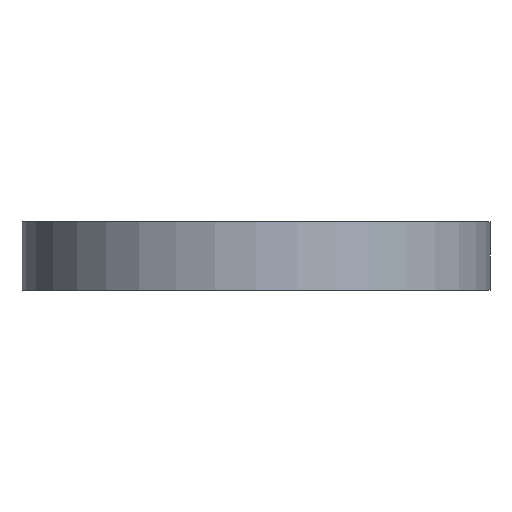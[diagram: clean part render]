
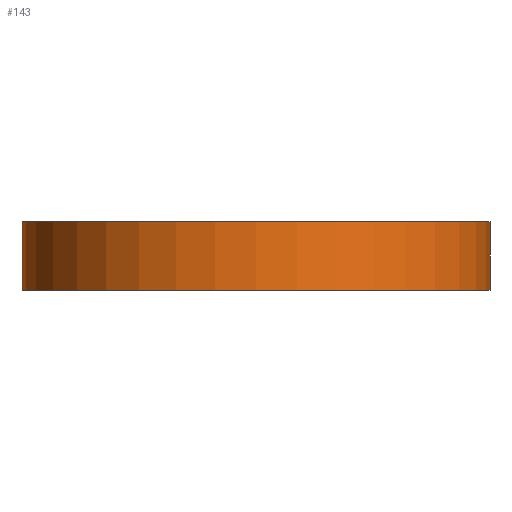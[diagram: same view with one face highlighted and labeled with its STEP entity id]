
A CAD part, front view. The second image highlights one B-rep face of the part: STEP entity #143.
In plain terms, the highlighted cylindrical face has radius 57.5 mm (diameter 115 mm), a partial arc.
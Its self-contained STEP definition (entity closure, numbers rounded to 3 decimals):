
#6 = DIRECTION ( 'NONE',  ( 0., 0., -1. ) ) ;
#42 = CARTESIAN_POINT ( 'NONE',  ( 0., 0., 3.316 ) ) ;
#45 = AXIS2_PLACEMENT_3D ( 'NONE', #347, #6, #223 ) ;
#47 = ORIENTED_EDGE ( 'NONE', *, *, #379, .T. ) ;
#67 = DIRECTION ( 'NONE',  ( 0., 0., -1. ) ) ;
#72 = CARTESIAN_POINT ( 'NONE',  ( 57.5, 0., -89.202 ) ) ;
#80 = ORIENTED_EDGE ( 'NONE', *, *, #117, .T. ) ;
#82 = CIRCLE ( 'NONE', #307, 57.5 ) ;
#98 = DIRECTION ( 'NONE',  ( 0., 0., -1. ) ) ;
#106 = CARTESIAN_POINT ( 'NONE',  ( -57.5, 0., -13.584 ) ) ;
#113 = ORIENTED_EDGE ( 'NONE', *, *, #215, .F. ) ;
#117 = EDGE_CURVE ( 'NONE', #135, #371, #235, .T. ) ;
#135 = VERTEX_POINT ( 'NONE', #188 ) ;
#143 = ADVANCED_FACE ( 'NONE', ( #314 ), #190, .T. ) ;
#175 = EDGE_LOOP ( 'NONE', ( #113, #80, #47, #366 ) ) ;
#182 = EDGE_CURVE ( 'NONE', #195, #337, #82, .T. ) ;
#187 = DIRECTION ( 'NONE',  ( 0., 0., -1. ) ) ;
#188 = CARTESIAN_POINT ( 'NONE',  ( 57.5, 0., 3.316 ) ) ;
#190 = CYLINDRICAL_SURFACE ( 'NONE', #45, 57.5 ) ;
#195 = VERTEX_POINT ( 'NONE', #393 ) ;
#215 = EDGE_CURVE ( 'NONE', #135, #195, #224, .T. ) ;
#220 = CARTESIAN_POINT ( 'NONE',  ( 0., 0., -13.584 ) ) ;
#223 = DIRECTION ( 'NONE',  ( -1., 0., 0. ) ) ;
#224 = LINE ( 'NONE', #72, #375 ) ;
#235 = CIRCLE ( 'NONE', #367, 57.5 ) ;
#251 = DIRECTION ( 'NONE',  ( -1., 0., 0. ) ) ;
#271 = LINE ( 'NONE', #378, #359 ) ;
#286 = DIRECTION ( 'NONE',  ( -1., 0., 0. ) ) ;
#307 = AXIS2_PLACEMENT_3D ( 'NONE', #220, #98, #286 ) ;
#314 = FACE_OUTER_BOUND ( 'NONE', #175, .T. ) ;
#337 = VERTEX_POINT ( 'NONE', #106 ) ;
#347 = CARTESIAN_POINT ( 'NONE',  ( 0., 0., -89.202 ) ) ;
#359 = VECTOR ( 'NONE', #372, 1000. ) ;
#366 = ORIENTED_EDGE ( 'NONE', *, *, #182, .F. ) ;
#367 = AXIS2_PLACEMENT_3D ( 'NONE', #42, #67, #251 ) ;
#371 = VERTEX_POINT ( 'NONE', #405 ) ;
#372 = DIRECTION ( 'NONE',  ( 0., 0., -1. ) ) ;
#375 = VECTOR ( 'NONE', #187, 1000. ) ;
#378 = CARTESIAN_POINT ( 'NONE',  ( -57.5, 0., -89.202 ) ) ;
#379 = EDGE_CURVE ( 'NONE', #371, #337, #271, .T. ) ;
#393 = CARTESIAN_POINT ( 'NONE',  ( 57.5, 0., -13.584 ) ) ;
#405 = CARTESIAN_POINT ( 'NONE',  ( -57.5, 0., 3.316 ) ) ;
